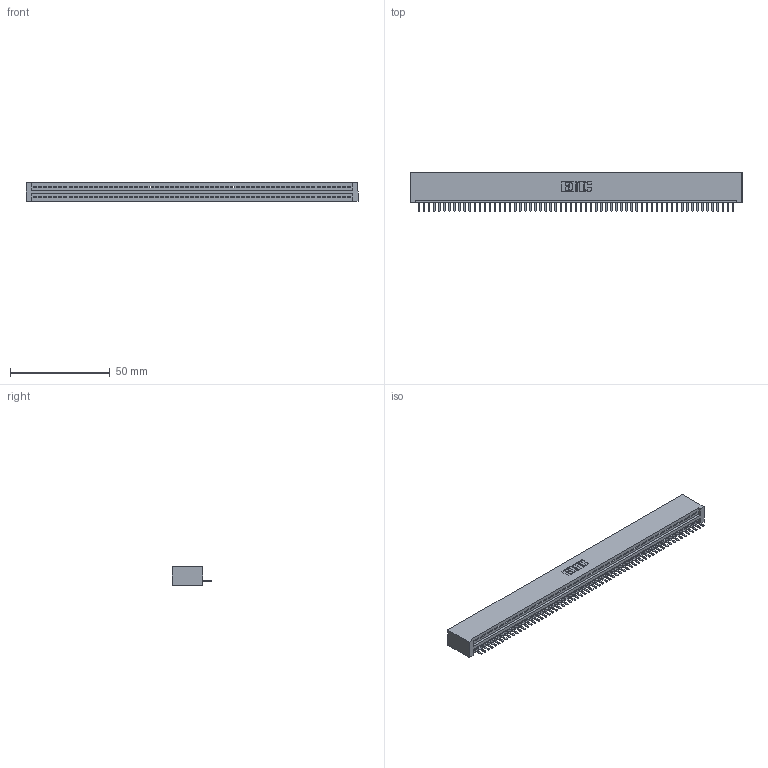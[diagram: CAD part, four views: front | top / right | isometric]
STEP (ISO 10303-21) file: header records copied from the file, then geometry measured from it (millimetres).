
FILE_DESCRIPTION (( 'STEP AP203' ), '1' );
FILE_NAME ('395-063-520-101.STEP', '2019-10-24T20:06:00', ( '' ), ( '' ), 'SwSTEP 2.0', 'SolidWorks 2016', '' );
FILE_SCHEMA (( 'CONFIG_CONTROL_DESIGN' ));
Length unit declared in the file: inch
Products named in the file (3): 345-292-001_345-293-120; 395-063-520-101; 345 Part_No Mounting Lugs
Assembly tree (64 placements, depth 2):
  395-063-520-101
    345 Part_No Mounting Lugs
    345-292-001_345-293-120  x63
Bounding box: 166.62 x 19.68 x 9.4 mm (x, y, z)
Volume: 16401.3 mm3; surface area: 21678.5 mm2
Topology: 64 solids, 64 shells, 4024 faces, 11909 edges, 7770 vertices
Faces by surface type: plane 2722, cylinder 1302
Entity records: 44425 total; most frequent: CARTESIAN_POINT 7713, ORIENTED_EDGE 7698, DIRECTION 6687, EDGE_CURVE 3849, LINE 3469, VECTOR 3469, VERTEX_POINT 2562, AXIS2_PLACEMENT_3D 1609
